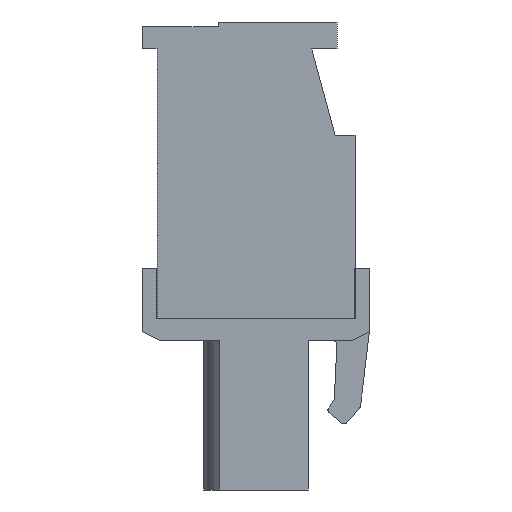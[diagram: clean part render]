
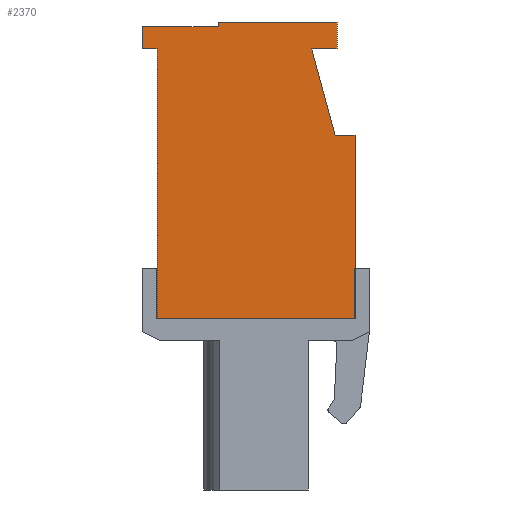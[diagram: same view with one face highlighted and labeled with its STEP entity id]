
A CAD part, left-side view. The second image highlights one B-rep face of the part: STEP entity #2370.
In plain terms, the highlighted planar face has unit normal (-1, 0, 0).
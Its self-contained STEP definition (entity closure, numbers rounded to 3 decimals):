
#2370 = ADVANCED_FACE( '', ( #4903 ), #4904, .T. );
#4903 = FACE_OUTER_BOUND( '', #7615, .T. );
#4904 = PLANE( '', #7616 );
#7615 = EDGE_LOOP( '', ( #14217, #14218, #14219, #14220, #14221, #14222, #14223, #14224, #14225, #14226, #14227, #14228 ) );
#7616 = AXIS2_PLACEMENT_3D( '', #14229, #14230, #14231 );
#14217 = ORIENTED_EDGE( '', *, *, #18901, .T. );
#14218 = ORIENTED_EDGE( '', *, *, #17081, .T. );
#14219 = ORIENTED_EDGE( '', *, *, #19333, .T. );
#14220 = ORIENTED_EDGE( '', *, *, #18935, .T. );
#14221 = ORIENTED_EDGE( '', *, *, #19334, .T. );
#14222 = ORIENTED_EDGE( '', *, *, #19335, .T. );
#14223 = ORIENTED_EDGE( '', *, *, #19336, .T. );
#14224 = ORIENTED_EDGE( '', *, *, #18590, .T. );
#14225 = ORIENTED_EDGE( '', *, *, #17150, .T. );
#14226 = ORIENTED_EDGE( '', *, *, #19051, .T. );
#14227 = ORIENTED_EDGE( '', *, *, #19337, .T. );
#14228 = ORIENTED_EDGE( '', *, *, #19316, .T. );
#14229 = CARTESIAN_POINT( '', ( -17.78, 0., 0. ) );
#14230 = DIRECTION( '', ( -1., 0., 0. ) );
#14231 = DIRECTION( '', ( 0., 0., 1. ) );
#17081 = EDGE_CURVE( '', #20737, #20738, #20739, .T. );
#17150 = EDGE_CURVE( '', #20858, #20856, #20859, .T. );
#18590 = EDGE_CURVE( '', #23111, #20858, #23130, .T. );
#18901 = EDGE_CURVE( '', #23549, #20737, #23550, .T. );
#18935 = EDGE_CURVE( '', #23592, #23593, #23594, .T. );
#19051 = EDGE_CURVE( '', #20856, #23741, #23742, .T. );
#19316 = EDGE_CURVE( '', #24065, #23549, #24066, .T. );
#19333 = EDGE_CURVE( '', #20738, #23592, #24087, .T. );
#19334 = EDGE_CURVE( '', #23593, #24088, #24089, .T. );
#19335 = EDGE_CURVE( '', #24088, #24090, #24091, .T. );
#19336 = EDGE_CURVE( '', #24090, #23111, #24092, .T. );
#19337 = EDGE_CURVE( '', #23741, #24065, #24093, .T. );
#20737 = VERTEX_POINT( '', #25952 );
#20738 = VERTEX_POINT( '', #25953 );
#20739 = LINE( '', #25954, #25955 );
#20856 = VERTEX_POINT( '', #26126 );
#20858 = VERTEX_POINT( '', #26129 );
#20859 = LINE( '', #26130, #26131 );
#23111 = VERTEX_POINT( '', #29445 );
#23130 = LINE( '', #29478, #29479 );
#23549 = VERTEX_POINT( '', #30102 );
#23550 = LINE( '', #30103, #30104 );
#23592 = VERTEX_POINT( '', #30168 );
#23593 = VERTEX_POINT( '', #30169 );
#23594 = LINE( '', #30170, #30171 );
#23741 = VERTEX_POINT( '', #30382 );
#23742 = LINE( '', #30383, #30384 );
#24065 = VERTEX_POINT( '', #30864 );
#24066 = LINE( '', #30865, #30866 );
#24087 = LINE( '', #30897, #30898 );
#24088 = VERTEX_POINT( '', #30899 );
#24089 = LINE( '', #30900, #30901 );
#24090 = VERTEX_POINT( '', #30902 );
#24091 = LINE( '', #30903, #30904 );
#24092 = LINE( '', #30905, #30906 );
#24093 = LINE( '', #30907, #30908 );
#25952 = CARTESIAN_POINT( '', ( -17.78, -4.5, 9. ) );
#25953 = CARTESIAN_POINT( '', ( -17.78, 2.1, 9. ) );
#25954 = CARTESIAN_POINT( '', ( -17.78, -4.5, 9. ) );
#25955 = VECTOR( '', #32046, 1000. );
#26126 = CARTESIAN_POINT( '', ( -17.78, -5.5, 2.7 ) );
#26129 = CARTESIAN_POINT( '', ( -17.78, -5.5, -7.5 ) );
#26130 = CARTESIAN_POINT( '', ( -17.78, -5.5, -7.5 ) );
#26131 = VECTOR( '', #32123, 1000. );
#29445 = CARTESIAN_POINT( '', ( -17.78, 5.5, -7.5 ) );
#29478 = CARTESIAN_POINT( '', ( -17.78, 5.5, -7.5 ) );
#29479 = VECTOR( '', #33465, 1000. );
#30102 = CARTESIAN_POINT( '', ( -17.78, -4.5, 7.5 ) );
#30103 = CARTESIAN_POINT( '', ( -17.78, -4.5, 7.5 ) );
#30104 = VECTOR( '', #33724, 1000. );
#30168 = CARTESIAN_POINT( '', ( -17.78, 2.1, 8.75 ) );
#30169 = CARTESIAN_POINT( '', ( -17.78, 6.3, 8.75 ) );
#30170 = CARTESIAN_POINT( '', ( -17.78, 2.1, 8.75 ) );
#30171 = VECTOR( '', #33747, 1000. );
#30382 = CARTESIAN_POINT( '', ( -17.78, -4.4, 2.7 ) );
#30383 = CARTESIAN_POINT( '', ( -17.78, -5.5, 2.7 ) );
#30384 = VECTOR( '', #33842, 1000. );
#30864 = CARTESIAN_POINT( '', ( -17.78, -3.1, 7.5 ) );
#30865 = CARTESIAN_POINT( '', ( -17.78, -3.1, 7.5 ) );
#30866 = VECTOR( '', #34033, 1000. );
#30897 = CARTESIAN_POINT( '', ( -17.78, 2.1, 9. ) );
#30898 = VECTOR( '', #34047, 1000. );
#30899 = CARTESIAN_POINT( '', ( -17.78, 6.3, 7.5 ) );
#30900 = CARTESIAN_POINT( '', ( -17.78, 6.3, 8.75 ) );
#30901 = VECTOR( '', #34048, 1000. );
#30902 = CARTESIAN_POINT( '', ( -17.78, 5.5, 7.5 ) );
#30903 = CARTESIAN_POINT( '', ( -17.78, 6.3, 7.5 ) );
#30904 = VECTOR( '', #34049, 1000. );
#30905 = CARTESIAN_POINT( '', ( -17.78, 5.5, 7.5 ) );
#30906 = VECTOR( '', #34050, 1000. );
#30907 = CARTESIAN_POINT( '', ( -17.78, -4.4, 2.7 ) );
#30908 = VECTOR( '', #34051, 1000. );
#32046 = DIRECTION( '', ( 0., 1., 0. ) );
#32123 = DIRECTION( '', ( 0., 0., 1. ) );
#33465 = DIRECTION( '', ( 0., -1., 0. ) );
#33724 = DIRECTION( '', ( 0., 0., 1. ) );
#33747 = DIRECTION( '', ( 0., 1., 0. ) );
#33842 = DIRECTION( '', ( 0., 1., 0. ) );
#34033 = DIRECTION( '', ( 0., -1., 0. ) );
#34047 = DIRECTION( '', ( 0., 0., -1. ) );
#34048 = DIRECTION( '', ( 0., 0., -1. ) );
#34049 = DIRECTION( '', ( 0., -1., 0. ) );
#34050 = DIRECTION( '', ( 0., 0., -1. ) );
#34051 = DIRECTION( '', ( 0., 0.261, 0.965 ) );
